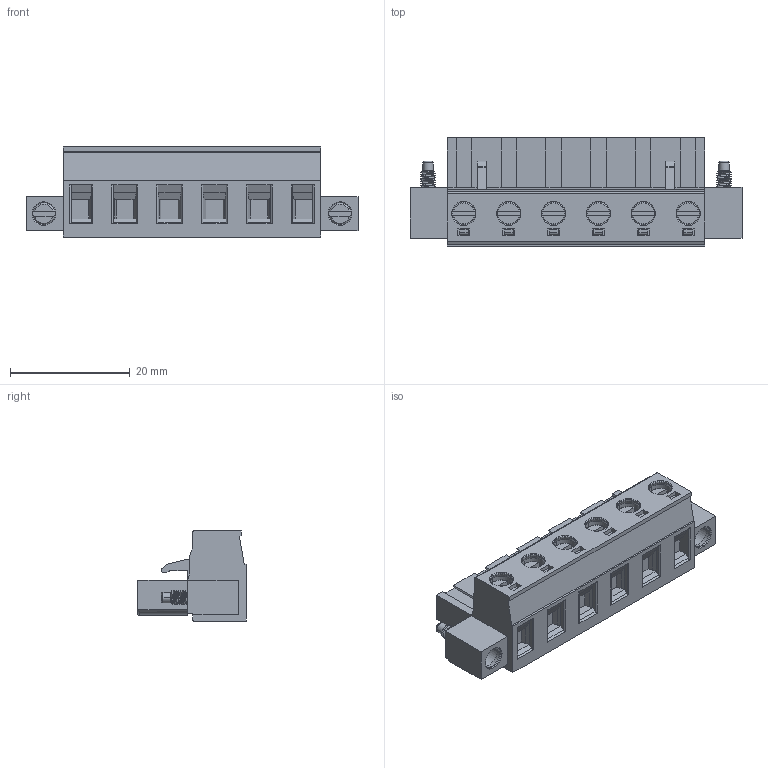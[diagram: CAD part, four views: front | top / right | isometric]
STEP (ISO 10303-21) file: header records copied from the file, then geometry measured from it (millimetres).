
FILE_DESCRIPTION((''),'2;1');
FILE_NAME('WJ2EDGKM-750-6P','2017-03-15T',('QZY'),(''),'CREO PARAMETRIC BY PTC INC, 2014440','CREO PARAMETRIC BY PTC INC, 2014440','');
FILE_SCHEMA(('CONFIG_CONTROL_DESIGN'));
Length unit declared in the file: millimetre
Products named in the file (1): WJ2EDGKM-750-6P
Bounding box: 55.5 x 18.1 x 15.05 mm (x, y, z)
Volume: 7522.3 mm3; surface area: 5225.7 mm2
Topology: 1 solids, 1 shells, 679 faces, 1660 edges, 1045 vertices
Faces by surface type: plane 395, cylinder 158, cone 64, torus 46, bspline 16
Entity records: 23327 total; most frequent: CARTESIAN_POINT 7270, ORIENTED_EDGE 3320, DIRECTION 3279, EDGE_CURVE 1660, VECTOR 1105, LINE 1105, AXIS2_PLACEMENT_3D 1087, VERTEX_POINT 1045
